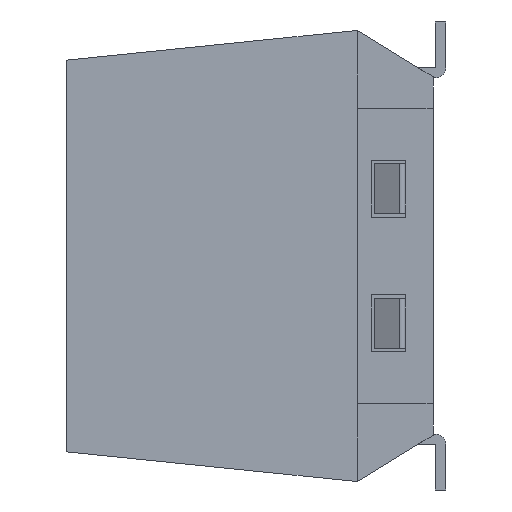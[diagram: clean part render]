
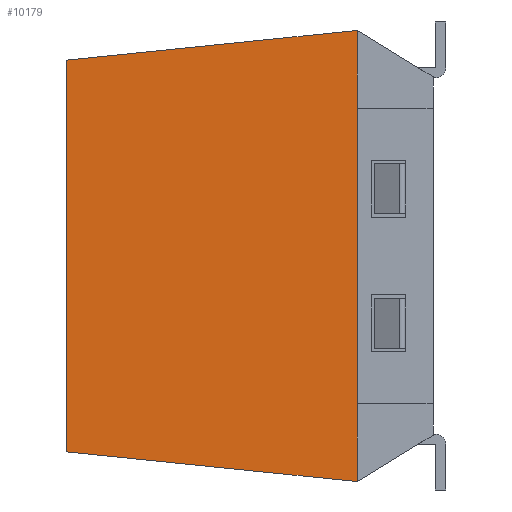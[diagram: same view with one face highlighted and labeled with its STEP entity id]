
A CAD part, left-side view. The second image highlights one B-rep face of the part: STEP entity #10179.
In plain terms, the highlighted planar face has unit normal (-1, 0.008, 0).
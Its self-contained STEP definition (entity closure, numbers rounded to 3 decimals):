
#685 = PLANE('',#686);
#686 = AXIS2_PLACEMENT_3D('',#687,#688,#689);
#687 = CARTESIAN_POINT('',(-6.375,1.8,0.));
#688 = DIRECTION('',(0.,-1.,0.));
#689 = DIRECTION('',(1.,0.,0.));
#930 = PLANE('',#931);
#931 = AXIS2_PLACEMENT_3D('',#932,#933,#934);
#932 = CARTESIAN_POINT('',(-6.375,1.8,0.));
#933 = DIRECTION('',(0.,-1.,0.));
#934 = DIRECTION('',(1.,0.,0.));
#1026 = VERTEX_POINT('',#1027);
#1027 = CARTESIAN_POINT('',(-6.375,1.8,-3.5));
#1053 = EDGE_CURVE('',#1054,#1026,#1056,.T.);
#1054 = VERTEX_POINT('',#1055);
#1055 = CARTESIAN_POINT('',(-6.375,1.8,-5.35));
#1056 = SURFACE_CURVE('',#1057,(#1061,#1068),.PCURVE_S1.);
#1057 = LINE('',#1058,#1059);
#1058 = CARTESIAN_POINT('',(-6.375,1.8,0.));
#1059 = VECTOR('',#1060,1.);
#1060 = DIRECTION('',(0.,0.,1.));
#1061 = PCURVE('',#685,#1062);
#1062 = DEFINITIONAL_REPRESENTATION('',(#1063),#1067);
#1063 = LINE('',#1064,#1065);
#1064 = CARTESIAN_POINT('',(0.,0.));
#1065 = VECTOR('',#1066,1.);
#1066 = DIRECTION('',(0.,1.));
#1067 = ( GEOMETRIC_REPRESENTATION_CONTEXT(2) 
PARAMETRIC_REPRESENTATION_CONTEXT() REPRESENTATION_CONTEXT('2D SPACE',''
  ) );
#1068 = PCURVE('',#1069,#1074);
#1069 = PLANE('',#1070);
#1070 = AXIS2_PLACEMENT_3D('',#1071,#1072,#1073);
#1071 = CARTESIAN_POINT('',(-6.32,8.7,0.));
#1072 = DIRECTION('',(-1.,0.008,0.));
#1073 = DIRECTION('',(-0.008,-1.,0.));
#1074 = DEFINITIONAL_REPRESENTATION('',(#1075),#1079);
#1075 = LINE('',#1076,#1077);
#1076 = CARTESIAN_POINT('',(6.9,0.));
#1077 = VECTOR('',#1078,1.);
#1078 = DIRECTION('',(0.,1.));
#1079 = ( GEOMETRIC_REPRESENTATION_CONTEXT(2) 
PARAMETRIC_REPRESENTATION_CONTEXT() REPRESENTATION_CONTEXT('2D SPACE',''
  ) );
#1097 = PLANE('',#1098);
#1098 = AXIS2_PLACEMENT_3D('',#1099,#1100,#1101);
#1099 = CARTESIAN_POINT('',(0.,8.7,-4.645));
#1100 = DIRECTION('',(0.,-0.102,0.995));
#1101 = DIRECTION('',(0.,-0.995,-0.102));
#1158 = VERTEX_POINT('',#1159);
#1159 = CARTESIAN_POINT('',(-6.375,1.8,5.35));
#1173 = PLANE('',#1174);
#1174 = AXIS2_PLACEMENT_3D('',#1175,#1176,#1177);
#1175 = CARTESIAN_POINT('',(0.,1.8,5.35));
#1176 = DIRECTION('',(0.,-0.102,-0.995));
#1177 = DIRECTION('',(0.,0.995,-0.102));
#1185 = EDGE_CURVE('',#1186,#1158,#1188,.T.);
#1186 = VERTEX_POINT('',#1187);
#1187 = CARTESIAN_POINT('',(-6.375,1.8,3.5));
#1188 = SURFACE_CURVE('',#1189,(#1193,#1200),.PCURVE_S1.);
#1189 = LINE('',#1190,#1191);
#1190 = CARTESIAN_POINT('',(-6.375,1.8,0.));
#1191 = VECTOR('',#1192,1.);
#1192 = DIRECTION('',(0.,0.,1.));
#1193 = PCURVE('',#930,#1194);
#1194 = DEFINITIONAL_REPRESENTATION('',(#1195),#1199);
#1195 = LINE('',#1196,#1197);
#1196 = CARTESIAN_POINT('',(0.,0.));
#1197 = VECTOR('',#1198,1.);
#1198 = DIRECTION('',(0.,1.));
#1199 = ( GEOMETRIC_REPRESENTATION_CONTEXT(2) 
PARAMETRIC_REPRESENTATION_CONTEXT() REPRESENTATION_CONTEXT('2D SPACE',''
  ) );
#1200 = PCURVE('',#1069,#1201);
#1201 = DEFINITIONAL_REPRESENTATION('',(#1202),#1206);
#1202 = LINE('',#1203,#1204);
#1203 = CARTESIAN_POINT('',(6.9,0.));
#1204 = VECTOR('',#1205,1.);
#1205 = DIRECTION('',(0.,1.));
#1206 = ( GEOMETRIC_REPRESENTATION_CONTEXT(2) 
PARAMETRIC_REPRESENTATION_CONTEXT() REPRESENTATION_CONTEXT('2D SPACE',''
  ) );
#1334 = PLANE('',#1335);
#1335 = AXIS2_PLACEMENT_3D('',#1336,#1337,#1338);
#1336 = CARTESIAN_POINT('',(-6.375,1.8,0.));
#1337 = DIRECTION('',(-1.,0.,0.));
#1338 = DIRECTION('',(0.,-1.,0.));
#2105 = EDGE_CURVE('',#1026,#1186,#2106,.T.);
#2106 = SURFACE_CURVE('',#2107,(#2111,#2118),.PCURVE_S1.);
#2107 = LINE('',#2108,#2109);
#2108 = CARTESIAN_POINT('',(-6.375,1.8,0.));
#2109 = VECTOR('',#2110,1.);
#2110 = DIRECTION('',(0.,0.,1.));
#2111 = PCURVE('',#1334,#2112);
#2112 = DEFINITIONAL_REPRESENTATION('',(#2113),#2117);
#2113 = LINE('',#2114,#2115);
#2114 = CARTESIAN_POINT('',(0.,0.));
#2115 = VECTOR('',#2116,1.);
#2116 = DIRECTION('',(0.,1.));
#2117 = ( GEOMETRIC_REPRESENTATION_CONTEXT(2) 
PARAMETRIC_REPRESENTATION_CONTEXT() REPRESENTATION_CONTEXT('2D SPACE',''
  ) );
#2118 = PCURVE('',#1069,#2119);
#2119 = DEFINITIONAL_REPRESENTATION('',(#2120),#2124);
#2120 = LINE('',#2121,#2122);
#2121 = CARTESIAN_POINT('',(6.9,0.));
#2122 = VECTOR('',#2123,1.);
#2123 = DIRECTION('',(0.,1.));
#2124 = ( GEOMETRIC_REPRESENTATION_CONTEXT(2) 
PARAMETRIC_REPRESENTATION_CONTEXT() REPRESENTATION_CONTEXT('2D SPACE',''
  ) );
#8323 = PLANE('',#8324);
#8324 = AXIS2_PLACEMENT_3D('',#8325,#8326,#8327);
#8325 = CARTESIAN_POINT('',(0.,8.7,0.));
#8326 = DIRECTION('',(0.,1.,0.));
#8327 = DIRECTION('',(-1.,0.,0.));
#9030 = VERTEX_POINT('',#9031);
#9031 = CARTESIAN_POINT('',(-6.32,8.7,-4.645));
#9052 = EDGE_CURVE('',#9030,#9053,#9055,.T.);
#9053 = VERTEX_POINT('',#9054);
#9054 = CARTESIAN_POINT('',(-6.32,8.7,4.645));
#9055 = SURFACE_CURVE('',#9056,(#9060,#9067),.PCURVE_S1.);
#9056 = LINE('',#9057,#9058);
#9057 = CARTESIAN_POINT('',(-6.32,8.7,0.));
#9058 = VECTOR('',#9059,1.);
#9059 = DIRECTION('',(0.,0.,1.));
#9060 = PCURVE('',#8323,#9061);
#9061 = DEFINITIONAL_REPRESENTATION('',(#9062),#9066);
#9062 = LINE('',#9063,#9064);
#9063 = CARTESIAN_POINT('',(6.32,0.));
#9064 = VECTOR('',#9065,1.);
#9065 = DIRECTION('',(0.,1.));
#9066 = ( GEOMETRIC_REPRESENTATION_CONTEXT(2) 
PARAMETRIC_REPRESENTATION_CONTEXT() REPRESENTATION_CONTEXT('2D SPACE',''
  ) );
#9067 = PCURVE('',#1069,#9068);
#9068 = DEFINITIONAL_REPRESENTATION('',(#9069),#9073);
#9069 = LINE('',#9070,#9071);
#9070 = CARTESIAN_POINT('',(0.,0.));
#9071 = VECTOR('',#9072,1.);
#9072 = DIRECTION('',(0.,1.));
#9073 = ( GEOMETRIC_REPRESENTATION_CONTEXT(2) 
PARAMETRIC_REPRESENTATION_CONTEXT() REPRESENTATION_CONTEXT('2D SPACE',''
  ) );
#10080 = EDGE_CURVE('',#9030,#1054,#10081,.T.);
#10081 = SURFACE_CURVE('',#10082,(#10086,#10093),.PCURVE_S1.);
#10082 = LINE('',#10083,#10084);
#10083 = CARTESIAN_POINT('',(-6.318,8.96,
    -4.618));
#10084 = VECTOR('',#10085,1.);
#10085 = DIRECTION('',(-0.008,-0.995,
    -0.102));
#10086 = PCURVE('',#1097,#10087);
#10087 = DEFINITIONAL_REPRESENTATION('',(#10088),#10092);
#10088 = LINE('',#10089,#10090);
#10089 = CARTESIAN_POINT('',(-0.261,-6.318));
#10090 = VECTOR('',#10091,1.);
#10091 = DIRECTION('',(1.,-0.008));
#10092 = ( GEOMETRIC_REPRESENTATION_CONTEXT(2) 
PARAMETRIC_REPRESENTATION_CONTEXT() REPRESENTATION_CONTEXT('2D SPACE',''
  ) );
#10093 = PCURVE('',#1069,#10094);
#10094 = DEFINITIONAL_REPRESENTATION('',(#10095),#10099);
#10095 = LINE('',#10096,#10097);
#10096 = CARTESIAN_POINT('',(-0.26,-4.618));
#10097 = VECTOR('',#10098,1.);
#10098 = DIRECTION('',(0.995,-0.102));
#10099 = ( GEOMETRIC_REPRESENTATION_CONTEXT(2) 
PARAMETRIC_REPRESENTATION_CONTEXT() REPRESENTATION_CONTEXT('2D SPACE',''
  ) );
#10149 = EDGE_CURVE('',#1158,#9053,#10150,.T.);
#10150 = SURFACE_CURVE('',#10151,(#10155,#10162),.PCURVE_S1.);
#10151 = LINE('',#10152,#10153);
#10152 = CARTESIAN_POINT('',(-6.345,5.51,
    4.971));
#10153 = VECTOR('',#10154,1.);
#10154 = DIRECTION('',(0.008,0.995,-0.102
    ));
#10155 = PCURVE('',#1173,#10156);
#10156 = DEFINITIONAL_REPRESENTATION('',(#10157),#10161);
#10157 = LINE('',#10158,#10159);
#10158 = CARTESIAN_POINT('',(3.729,-6.345));
#10159 = VECTOR('',#10160,1.);
#10160 = DIRECTION('',(1.,0.008));
#10161 = ( GEOMETRIC_REPRESENTATION_CONTEXT(2) 
PARAMETRIC_REPRESENTATION_CONTEXT() REPRESENTATION_CONTEXT('2D SPACE',''
  ) );
#10162 = PCURVE('',#1069,#10163);
#10163 = DEFINITIONAL_REPRESENTATION('',(#10164),#10168);
#10164 = LINE('',#10165,#10166);
#10165 = CARTESIAN_POINT('',(3.19,4.971));
#10166 = VECTOR('',#10167,1.);
#10167 = DIRECTION('',(-0.995,-0.102));
#10168 = ( GEOMETRIC_REPRESENTATION_CONTEXT(2) 
PARAMETRIC_REPRESENTATION_CONTEXT() REPRESENTATION_CONTEXT('2D SPACE',''
  ) );
#10179 = ADVANCED_FACE('',(#10180),#1069,.T.);
#10180 = FACE_BOUND('',#10181,.T.);
#10181 = EDGE_LOOP('',(#10182,#10183,#10184,#10185,#10186,#10187));
#10182 = ORIENTED_EDGE('',*,*,#10080,.T.);
#10183 = ORIENTED_EDGE('',*,*,#1053,.T.);
#10184 = ORIENTED_EDGE('',*,*,#2105,.T.);
#10185 = ORIENTED_EDGE('',*,*,#1185,.T.);
#10186 = ORIENTED_EDGE('',*,*,#10149,.T.);
#10187 = ORIENTED_EDGE('',*,*,#9052,.F.);
